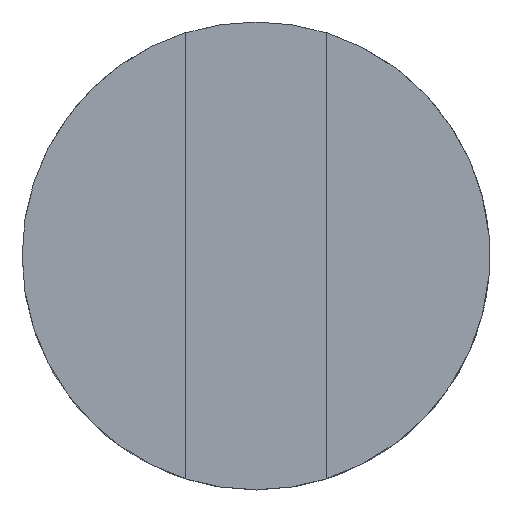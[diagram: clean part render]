
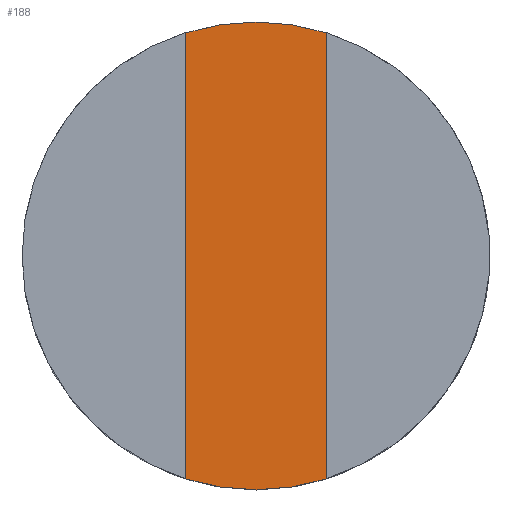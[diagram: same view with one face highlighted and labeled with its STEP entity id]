
A CAD part, top view. The second image highlights one B-rep face of the part: STEP entity #188.
In plain terms, the highlighted planar face has unit normal (0, 0, 1).
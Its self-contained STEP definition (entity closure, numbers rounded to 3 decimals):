
#123=CARTESIAN_POINT('',(-0.75,-2.385,1.5));
#124=VERTEX_POINT('',#123);
#139=CARTESIAN_POINT('',(-0.75,2.385,1.5));
#140=VERTEX_POINT('',#139);
#147=CARTESIAN_POINT('',(-0.75,-2.385,1.5));
#148=DIRECTION('',(0.,1.,0.));
#149=VECTOR('',#148,4.77);
#150=LINE('',#147,#149);
#151=EDGE_CURVE('',#124,#140,#150,.T.);
#156=CARTESIAN_POINT('',(0.,0.,1.5));
#157=DIRECTION('',(-1.,0.,0.));
#158=DIRECTION('',(0.,0.,-1.));
#159=AXIS2_PLACEMENT_3D('',#156,#158,#157);
#160=PLANE('',#159);
#161=CARTESIAN_POINT('',(0.75,-2.385,1.5));
#162=VERTEX_POINT('',#161);
#163=CARTESIAN_POINT('',(0.,0.,1.5));
#164=DIRECTION('',(-0.3,-0.954,0.));
#165=DIRECTION('',(0.,0.,1.));
#166=AXIS2_PLACEMENT_3D('',#163,#165,#164);
#167=CIRCLE('',#166,2.5);
#168=EDGE_CURVE('',#124,#162,#167,.T.);
#169=ORIENTED_EDGE('E13',*,*,#168,.F.);
#170=ORIENTED_EDGE('E13',*,*,#151,.T.);
#171=CARTESIAN_POINT('',(0.75,2.385,1.5));
#172=VERTEX_POINT('',#171);
#173=CARTESIAN_POINT('',(0.,0.,1.5));
#174=DIRECTION('',(0.3,0.954,0.));
#175=DIRECTION('',(0.,0.,1.));
#176=AXIS2_PLACEMENT_3D('',#173,#175,#174);
#177=CIRCLE('',#176,2.5);
#178=EDGE_CURVE('',#172,#140,#177,.T.);
#179=ORIENTED_EDGE('E14',*,*,#178,.F.);
#180=CARTESIAN_POINT('',(0.75,-2.385,1.5));
#181=DIRECTION('',(0.,1.,0.));
#182=VECTOR('',#181,4.77);
#183=LINE('',#180,#182);
#184=EDGE_CURVE('',#162,#172,#183,.T.);
#185=ORIENTED_EDGE('E15',*,*,#184,.F.);
#186=EDGE_LOOP('',(#169,#170,#179,#185));
#187=FACE_OUTER_BOUND('',#186,.F.);
#188=ADVANCED_FACE('F5',(#187),#160,.F.);
